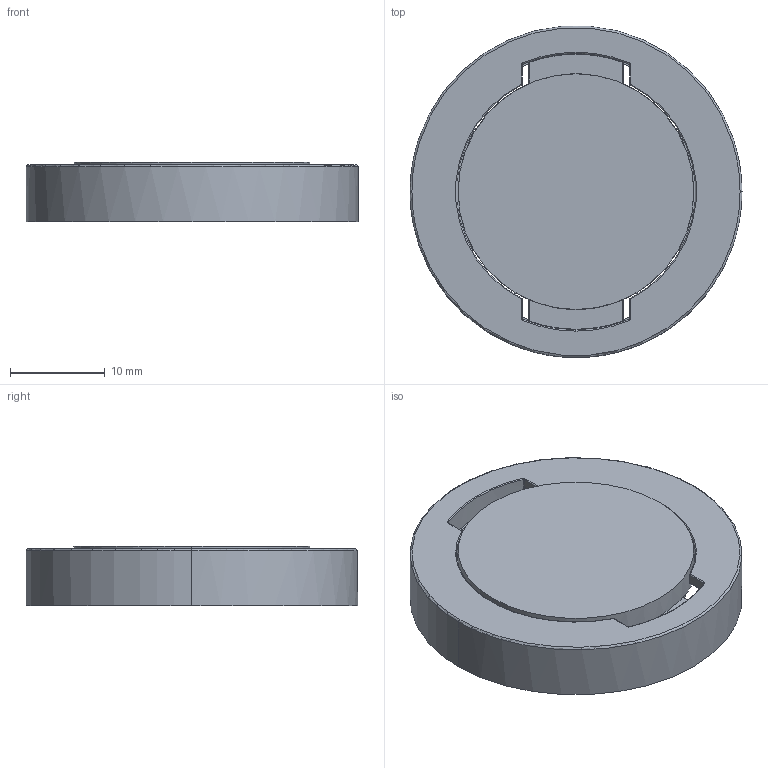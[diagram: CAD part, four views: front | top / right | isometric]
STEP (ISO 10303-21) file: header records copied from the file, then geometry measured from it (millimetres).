
FILE_DESCRIPTION(('STEP AP214'),'1');
FILE_NAME('Garmin quarter turn.stp','2020-10-13T11:09:51',(''),(''),'Spatial InterOp 3D',' ',' ');
FILE_SCHEMA(('AUTOMOTIVE_DESIGN { 1 0 10303 214 1 1 1 1 }'));
Length unit declared in the file: inch
Products named in the file (1): Body6
Bounding box: 35 x 34.95 x 6.29 mm (x, y, z)
Volume: 3995 mm3; surface area: 5288.8 mm2
Topology: 4 solids, 4 shells, 212 faces, 539 edges, 331 vertices
Faces by surface type: cylinder 92, plane 62, torus 36, sphere 12, bspline 10
Entity records: 8882 total; most frequent: CARTESIAN_POINT 1947, DIRECTION 1167, ORIENTED_EDGE 1066, EDGE_CURVE 533, AXIS2_PLACEMENT_3D 478, VERTEX_POINT 331, CIRCLE 256, EDGE_LOOP 218
